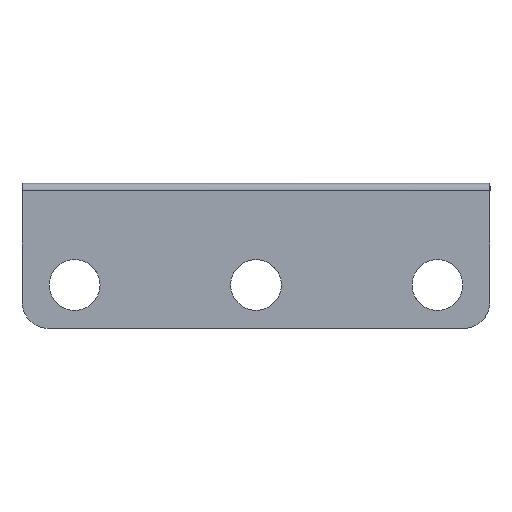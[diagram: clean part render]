
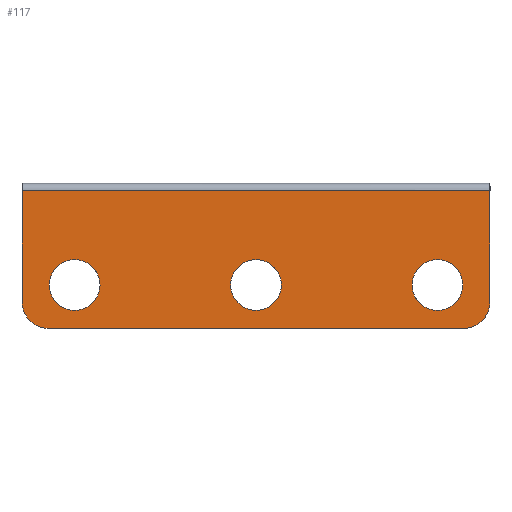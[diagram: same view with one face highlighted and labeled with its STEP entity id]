
A CAD part, top view. The second image highlights one B-rep face of the part: STEP entity #117.
In plain terms, the highlighted planar face has unit normal (0, 0, 1).
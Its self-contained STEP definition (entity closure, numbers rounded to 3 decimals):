
#117=ADVANCED_FACE('',(#197,#145,#146,#147),#1032,.T.);
#145=FACE_BOUND('',#275,.T.);
#146=FACE_BOUND('',#276,.T.);
#147=FACE_BOUND('',#277,.T.);
#197=FACE_OUTER_BOUND('',#274,.T.);
#274=EDGE_LOOP('',(#516,#517,#518,#519,#520,#521));
#275=EDGE_LOOP('',(#522,#523));
#276=EDGE_LOOP('',(#524,#525));
#277=EDGE_LOOP('',(#526,#527));
#516=ORIENTED_EDGE('',*,*,#687,.F.);
#517=ORIENTED_EDGE('',*,*,#691,.F.);
#518=ORIENTED_EDGE('',*,*,#692,.T.);
#519=ORIENTED_EDGE('',*,*,#693,.T.);
#520=ORIENTED_EDGE('',*,*,#676,.T.);
#521=ORIENTED_EDGE('',*,*,#672,.F.);
#522=ORIENTED_EDGE('',*,*,#697,.T.);
#523=ORIENTED_EDGE('',*,*,#700,.T.);
#524=ORIENTED_EDGE('',*,*,#704,.T.);
#525=ORIENTED_EDGE('',*,*,#706,.T.);
#526=ORIENTED_EDGE('',*,*,#709,.T.);
#527=ORIENTED_EDGE('',*,*,#712,.T.);
#672=EDGE_CURVE('',#936,#937,#765,.T.);
#676=EDGE_CURVE('',#940,#937,#768,.T.);
#687=EDGE_CURVE('',#949,#936,#777,.T.);
#691=EDGE_CURVE('',#958,#949,#849,.T.);
#692=EDGE_CURVE('',#958,#959,#780,.T.);
#693=EDGE_CURVE('',#959,#940,#850,.T.);
#697=EDGE_CURVE('',#961,#960,#852,.T.);
#700=EDGE_CURVE('',#960,#961,#854,.T.);
#704=EDGE_CURVE('',#963,#962,#857,.T.);
#706=EDGE_CURVE('',#962,#963,#858,.T.);
#709=EDGE_CURVE('',#965,#964,#860,.T.);
#712=EDGE_CURVE('',#964,#965,#862,.T.);
#765=B_SPLINE_CURVE_WITH_KNOTS('',1,(#2003,#2004),.UNSPECIFIED.,.F.,.F.,
(2,2),(0.,258.),.UNSPECIFIED.);
#768=B_SPLINE_CURVE_WITH_KNOTS('',1,(#2012,#2013),.UNSPECIFIED.,.F.,.F.,
(2,2),(-61.,0.),.UNSPECIFIED.);
#777=B_SPLINE_CURVE_WITH_KNOTS('',1,(#2036,#2037),.UNSPECIFIED.,.F.,.F.,
(2,2),(0.,61.),.UNSPECIFIED.);
#780=B_SPLINE_CURVE_WITH_KNOTS('',1,(#2048,#2049),.UNSPECIFIED.,.F.,.F.,
(2,2),(0.,228.),.UNSPECIFIED.);
#849=(
BOUNDED_CURVE()
B_SPLINE_CURVE(2,(#2045,#2046,#2047),.UNSPECIFIED.,.F.,.F.)
B_SPLINE_CURVE_WITH_KNOTS((3,3),(0.,23.562),.UNSPECIFIED.)
CURVE()
GEOMETRIC_REPRESENTATION_ITEM()
RATIONAL_B_SPLINE_CURVE((1.,0.707,1.))
REPRESENTATION_ITEM('')
);
#850=(
BOUNDED_CURVE()
B_SPLINE_CURVE(2,(#2050,#2051,#2052),.UNSPECIFIED.,.F.,.F.)
B_SPLINE_CURVE_WITH_KNOTS((3,3),(-23.562,0.),.UNSPECIFIED.)
CURVE()
GEOMETRIC_REPRESENTATION_ITEM()
RATIONAL_B_SPLINE_CURVE((1.,0.707,1.))
REPRESENTATION_ITEM('')
);
#852=(
BOUNDED_CURVE()
B_SPLINE_CURVE(2,(#2060,#2061,#2062,#2063,#2064),.UNSPECIFIED.,.F.,.F.)
B_SPLINE_CURVE_WITH_KNOTS((3,2,3),(-43.982,-21.991,
0.),.UNSPECIFIED.)
CURVE()
GEOMETRIC_REPRESENTATION_ITEM()
RATIONAL_B_SPLINE_CURVE((1.,0.707,1.,0.707,1.))
REPRESENTATION_ITEM('')
);
#854=(
BOUNDED_CURVE()
B_SPLINE_CURVE(2,(#2072,#2073,#2074,#2075,#2076),.UNSPECIFIED.,.F.,.F.)
B_SPLINE_CURVE_WITH_KNOTS((3,2,3),(-43.982,-21.991,
0.),.UNSPECIFIED.)
CURVE()
GEOMETRIC_REPRESENTATION_ITEM()
RATIONAL_B_SPLINE_CURVE((1.,0.707,1.,0.707,1.))
REPRESENTATION_ITEM('')
);
#857=(
BOUNDED_CURVE()
B_SPLINE_CURVE(2,(#2089,#2090,#2091,#2092,#2093),.UNSPECIFIED.,.F.,.F.)
B_SPLINE_CURVE_WITH_KNOTS((3,2,3),(-43.982,-21.991,
0.),.UNSPECIFIED.)
CURVE()
GEOMETRIC_REPRESENTATION_ITEM()
RATIONAL_B_SPLINE_CURVE((1.,0.707,1.,0.707,1.))
REPRESENTATION_ITEM('')
);
#858=(
BOUNDED_CURVE()
B_SPLINE_CURVE(2,(#2096,#2097,#2098,#2099,#2100),.UNSPECIFIED.,.F.,.F.)
B_SPLINE_CURVE_WITH_KNOTS((3,2,3),(-43.982,-21.991,
0.),.UNSPECIFIED.)
CURVE()
GEOMETRIC_REPRESENTATION_ITEM()
RATIONAL_B_SPLINE_CURVE((1.,0.707,1.,0.707,1.))
REPRESENTATION_ITEM('')
);
#860=(
BOUNDED_CURVE()
B_SPLINE_CURVE(2,(#2108,#2109,#2110,#2111,#2112),.UNSPECIFIED.,.F.,.F.)
B_SPLINE_CURVE_WITH_KNOTS((3,2,3),(-43.982,-21.991,
0.),.UNSPECIFIED.)
CURVE()
GEOMETRIC_REPRESENTATION_ITEM()
RATIONAL_B_SPLINE_CURVE((1.,0.707,1.,0.707,1.))
REPRESENTATION_ITEM('')
);
#862=(
BOUNDED_CURVE()
B_SPLINE_CURVE(2,(#2120,#2121,#2122,#2123,#2124),.UNSPECIFIED.,.F.,.F.)
B_SPLINE_CURVE_WITH_KNOTS((3,2,3),(-43.982,-21.991,
0.),.UNSPECIFIED.)
CURVE()
GEOMETRIC_REPRESENTATION_ITEM()
RATIONAL_B_SPLINE_CURVE((1.,0.707,1.,0.707,1.))
REPRESENTATION_ITEM('')
);
#936=VERTEX_POINT('',#1952);
#937=VERTEX_POINT('',#1953);
#940=VERTEX_POINT('',#1956);
#949=VERTEX_POINT('',#1965);
#958=VERTEX_POINT('',#1974);
#959=VERTEX_POINT('',#1975);
#960=VERTEX_POINT('',#1976);
#961=VERTEX_POINT('',#1977);
#962=VERTEX_POINT('',#1978);
#963=VERTEX_POINT('',#1979);
#964=VERTEX_POINT('',#1980);
#965=VERTEX_POINT('',#1981);
#1032=PLANE('',#1087);
#1087=AXIS2_PLACEMENT_3D('',#1927,#1138,$);
#1138=DIRECTION('',(0.,0.,1.));
#1927=CARTESIAN_POINT('',(-154.8,-87.6,56.));
#1952=CARTESIAN_POINT('',(-129.,-4.,56.));
#1953=CARTESIAN_POINT('',(129.,-4.,56.));
#1956=CARTESIAN_POINT('',(129.,-65.,56.));
#1965=CARTESIAN_POINT('',(-129.,-65.,56.));
#1974=CARTESIAN_POINT('',(-114.,-80.,56.));
#1975=CARTESIAN_POINT('',(114.,-80.,56.));
#1976=CARTESIAN_POINT('',(-86.,-56.,56.));
#1977=CARTESIAN_POINT('',(-114.,-56.,56.));
#1978=CARTESIAN_POINT('',(14.,-56.,56.));
#1979=CARTESIAN_POINT('',(-14.,-56.,56.));
#1980=CARTESIAN_POINT('',(114.,-56.,56.));
#1981=CARTESIAN_POINT('',(86.,-56.,56.));
#2003=CARTESIAN_POINT('',(-129.,-4.,56.));
#2004=CARTESIAN_POINT('',(129.,-4.,56.));
#2012=CARTESIAN_POINT('',(129.,-65.,56.));
#2013=CARTESIAN_POINT('',(129.,-4.,56.));
#2036=CARTESIAN_POINT('',(-129.,-65.,56.));
#2037=CARTESIAN_POINT('',(-129.,-4.,56.));
#2045=CARTESIAN_POINT('',(-114.,-80.,56.));
#2046=CARTESIAN_POINT('',(-129.,-80.,56.));
#2047=CARTESIAN_POINT('',(-129.,-65.,56.));
#2048=CARTESIAN_POINT('',(-114.,-80.,56.));
#2049=CARTESIAN_POINT('',(114.,-80.,56.));
#2050=CARTESIAN_POINT('',(114.,-80.,56.));
#2051=CARTESIAN_POINT('',(129.,-80.,56.));
#2052=CARTESIAN_POINT('',(129.,-65.,56.));
#2060=CARTESIAN_POINT('',(-114.,-56.,56.));
#2061=CARTESIAN_POINT('',(-114.,-42.,56.));
#2062=CARTESIAN_POINT('',(-100.,-42.,56.));
#2063=CARTESIAN_POINT('',(-86.,-42.,56.));
#2064=CARTESIAN_POINT('',(-86.,-56.,56.));
#2072=CARTESIAN_POINT('',(-86.,-56.,56.));
#2073=CARTESIAN_POINT('',(-86.,-70.,56.));
#2074=CARTESIAN_POINT('',(-100.,-70.,56.));
#2075=CARTESIAN_POINT('',(-114.,-70.,56.));
#2076=CARTESIAN_POINT('',(-114.,-56.,56.));
#2089=CARTESIAN_POINT('',(-14.,-56.,56.));
#2090=CARTESIAN_POINT('',(-14.,-42.,56.));
#2091=CARTESIAN_POINT('',(0.,-42.,56.));
#2092=CARTESIAN_POINT('',(14.,-42.,56.));
#2093=CARTESIAN_POINT('',(14.,-56.,56.));
#2096=CARTESIAN_POINT('',(14.,-56.,56.));
#2097=CARTESIAN_POINT('',(14.,-70.,56.));
#2098=CARTESIAN_POINT('',(0.,-70.,56.));
#2099=CARTESIAN_POINT('',(-14.,-70.,56.));
#2100=CARTESIAN_POINT('',(-14.,-56.,56.));
#2108=CARTESIAN_POINT('',(86.,-56.,56.));
#2109=CARTESIAN_POINT('',(86.,-42.,56.));
#2110=CARTESIAN_POINT('',(100.,-42.,56.));
#2111=CARTESIAN_POINT('',(114.,-42.,56.));
#2112=CARTESIAN_POINT('',(114.,-56.,56.));
#2120=CARTESIAN_POINT('',(114.,-56.,56.));
#2121=CARTESIAN_POINT('',(114.,-70.,56.));
#2122=CARTESIAN_POINT('',(100.,-70.,56.));
#2123=CARTESIAN_POINT('',(86.,-70.,56.));
#2124=CARTESIAN_POINT('',(86.,-56.,56.));
